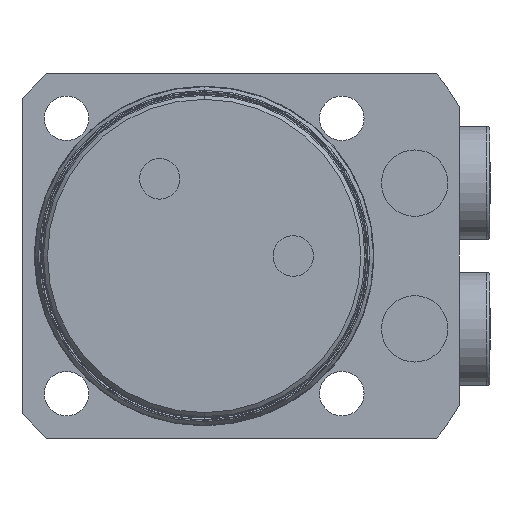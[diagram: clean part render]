
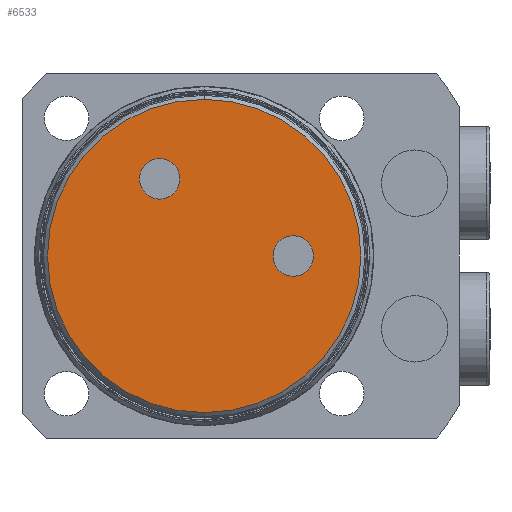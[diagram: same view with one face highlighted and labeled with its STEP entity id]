
A CAD part, front view. The second image highlights one B-rep face of the part: STEP entity #6533.
In plain terms, the highlighted planar face has unit normal (0, -1, 0).
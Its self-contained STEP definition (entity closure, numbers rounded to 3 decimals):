
#224 = FACE_BOUND ( 'NONE', #2379, .T. ) ;
#230 = FACE_BOUND ( 'NONE', #8659, .T. ) ;
#232 = FACE_OUTER_BOUND ( 'NONE', #8700, .T. ) ;
#1651 = VERTEX_POINT ( 'NONE', #6914 ) ;
#1717 = VERTEX_POINT ( 'NONE', #6895 ) ;
#1775 = VERTEX_POINT ( 'NONE', #6840 ) ;
#1867 = VERTEX_POINT ( 'NONE', #4704 ) ;
#1879 = VERTEX_POINT ( 'NONE', #4692 ) ;
#1941 = VERTEX_POINT ( 'NONE', #4630 ) ;
#1972 = ORIENTED_EDGE ( 'NONE', *, *, #4062, .F. ) ;
#1973 = ORIENTED_EDGE ( 'NONE', *, *, #4094, .F. ) ;
#1974 = ORIENTED_EDGE ( 'NONE', *, *, #4133, .F. ) ;
#1975 = ORIENTED_EDGE ( 'NONE', *, *, #4077, .F. ) ;
#1976 = ORIENTED_EDGE ( 'NONE', *, *, #4132, .F. ) ;
#1977 = ORIENTED_EDGE ( 'NONE', *, *, #4131, .F. ) ;
#2379 = EDGE_LOOP ( 'NONE', ( #1974, #1975 ) ) ;
#3029 = CIRCLE ( 'NONE', #3283, 19.35 ) ;
#3057 = CIRCLE ( 'NONE', #3301, 2.5 ) ;
#3068 = CIRCLE ( 'NONE', #3308, 19.35 ) ;
#3109 = CIRCLE ( 'NONE', #3261, 2.5 ) ;
#3113 = CIRCLE ( 'NONE', #3220, 2.5 ) ;
#3114 = CIRCLE ( 'NONE', #3263, 2.5 ) ;
#3220 = AXIS2_PLACEMENT_3D ( 'NONE', #7059, #7202, #7175 ) ;
#3261 = AXIS2_PLACEMENT_3D ( 'NONE', #7022, #7021, #7044 ) ;
#3263 = AXIS2_PLACEMENT_3D ( 'NONE', #4931, #4929, #4928 ) ;
#3283 = AXIS2_PLACEMENT_3D ( 'NONE', #5213, #5214, #5211 ) ;
#3301 = AXIS2_PLACEMENT_3D ( 'NONE', #5149, #5148, #5147 ) ;
#3308 = AXIS2_PLACEMENT_3D ( 'NONE', #7171, #7170, #7169 ) ;
#3451 = CARTESIAN_POINT ( 'NONE',  ( 0., 0., 0. ) ) ;
#3453 = PLANE ( 'NONE',  #6472 ) ;
#3456 = DIRECTION ( 'NONE',  ( 0., 0., 1. ) ) ;
#3492 = DIRECTION ( 'NONE',  ( 0., 1., 0. ) ) ;
#4062 = EDGE_CURVE ( 'NONE', #1867, #1651, #3029, .T. ) ;
#4077 = EDGE_CURVE ( 'NONE', #1717, #1941, #3057, .T. ) ;
#4094 = EDGE_CURVE ( 'NONE', #1651, #1867, #3068, .T. ) ;
#4131 = EDGE_CURVE ( 'NONE', #1775, #1879, #3109, .T. ) ;
#4132 = EDGE_CURVE ( 'NONE', #1879, #1775, #3113, .T. ) ;
#4133 = EDGE_CURVE ( 'NONE', #1941, #1717, #3114, .T. ) ;
#4630 = CARTESIAN_POINT ( 'NONE',  ( 11., 0., -2.5 ) ) ;
#4692 = CARTESIAN_POINT ( 'NONE',  ( -5.5, 0., 7.026 ) ) ;
#4704 = CARTESIAN_POINT ( 'NONE',  ( 0., 0., 19.35 ) ) ;
#4928 = DIRECTION ( 'NONE',  ( 0., 0., -1. ) ) ;
#4929 = DIRECTION ( 'NONE',  ( 0., -1., 0. ) ) ;
#4931 = CARTESIAN_POINT ( 'NONE',  ( 11., 0., 0. ) ) ;
#5147 = DIRECTION ( 'NONE',  ( 0., 0., -1. ) ) ;
#5148 = DIRECTION ( 'NONE',  ( 0., -1., 0. ) ) ;
#5149 = CARTESIAN_POINT ( 'NONE',  ( 11., 0., 0. ) ) ;
#5211 = DIRECTION ( 'NONE',  ( 0., 0., 1. ) ) ;
#5213 = CARTESIAN_POINT ( 'NONE',  ( 0., 0., 0. ) ) ;
#5214 = DIRECTION ( 'NONE',  ( 0., 1., 0. ) ) ;
#6472 = AXIS2_PLACEMENT_3D ( 'NONE', #3451, #3492, #3456 ) ;
#6533 = ADVANCED_FACE ( 'NONE', ( #232, #224, #230 ), #3453, .F. ) ;
#6840 = CARTESIAN_POINT ( 'NONE',  ( -5.5, 0., 12.026 ) ) ;
#6895 = CARTESIAN_POINT ( 'NONE',  ( 11., 0., 2.5 ) ) ;
#6914 = CARTESIAN_POINT ( 'NONE',  ( 0., 0., -19.35 ) ) ;
#7021 = DIRECTION ( 'NONE',  ( 0., -1., 0. ) ) ;
#7022 = CARTESIAN_POINT ( 'NONE',  ( -5.5, 0., 9.526 ) ) ;
#7044 = DIRECTION ( 'NONE',  ( 0., 0., -1. ) ) ;
#7059 = CARTESIAN_POINT ( 'NONE',  ( -5.5, 0., 9.526 ) ) ;
#7169 = DIRECTION ( 'NONE',  ( 0., 0., 1. ) ) ;
#7170 = DIRECTION ( 'NONE',  ( 0., 1., 0. ) ) ;
#7171 = CARTESIAN_POINT ( 'NONE',  ( 0., 0., 0. ) ) ;
#7175 = DIRECTION ( 'NONE',  ( 0., 0., -1. ) ) ;
#7202 = DIRECTION ( 'NONE',  ( 0., -1., 0. ) ) ;
#8659 = EDGE_LOOP ( 'NONE', ( #1976, #1977 ) ) ;
#8700 = EDGE_LOOP ( 'NONE', ( #1972, #1973 ) ) ;
